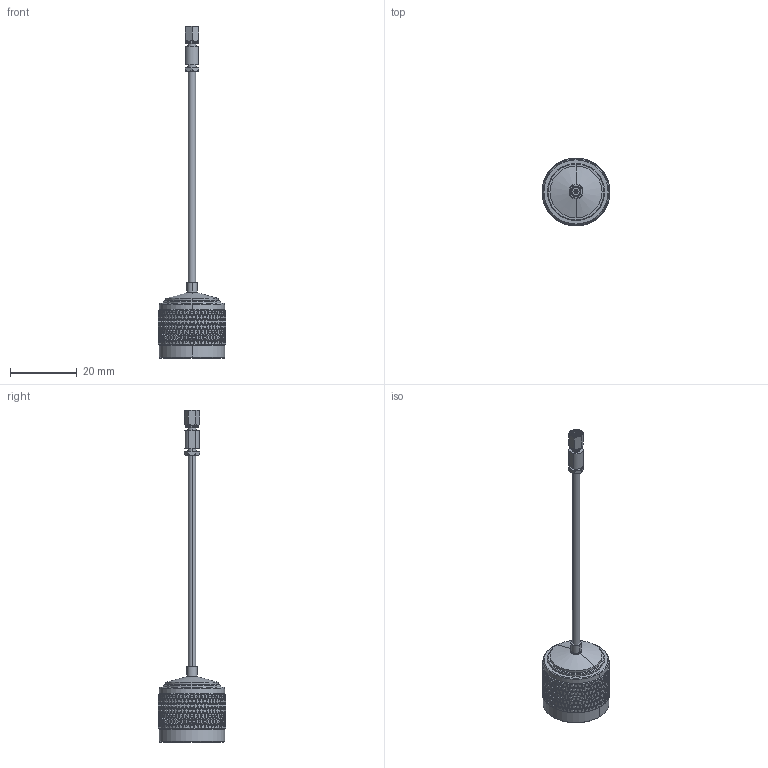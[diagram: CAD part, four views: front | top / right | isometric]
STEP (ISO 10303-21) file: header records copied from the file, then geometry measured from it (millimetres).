
FILE_DESCRIPTION (( 'STEP AP214' ), '1' );
FILE_NAME ('PE3C4451.step', '2020-04-20T16:05:20', ( '' ), ( '' ), 'SwSTEP 2.0', 'SolidWorks 2018', '' );
FILE_SCHEMA (( 'AUTOMOTIVE_DESIGN' ));
Length unit declared in the file: millimetre
Products named in the file (4): PE3C4451; PE44700; PE45365___; PE-SR405FL_3''''PE-SR405FL
Assembly tree (3 placements, depth 2):
  PE3C4451
    PE-SR405FL_3''''PE-SR405FL
    PE45365___
    PE44700
Bounding box: 20.32 x 20.32 x 99.41 mm (x, y, z)
Volume: 4369.8 mm3; surface area: 4104.7 mm2
Topology: 3 solids, 3 shells, 2408 faces, 5134 edges, 2749 vertices
Faces by surface type: bspline 1798, cylinder 511, plane 48, cone 47, torus 4
Entity records: 93332 total; most frequent: CARTESIAN_POINT 61614, ORIENTED_EDGE 10268, EDGE_CURVE 5134, VERTEX_POINT 2749, EDGE_LOOP 2427, ADVANCED_FACE 2408, FACE_OUTER_BOUND 2408, B_SPLINE_CURVE_WITH_KNOTS 2076
